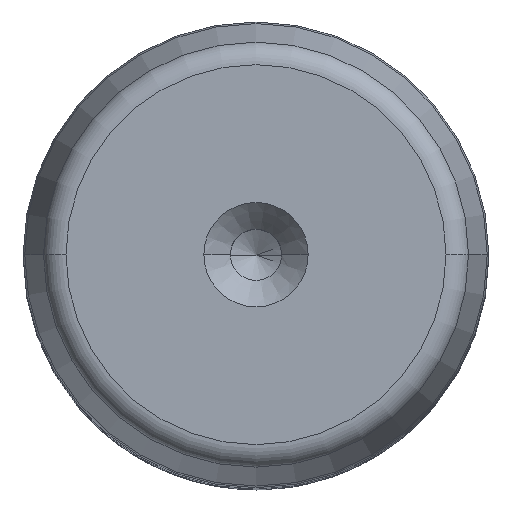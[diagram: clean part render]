
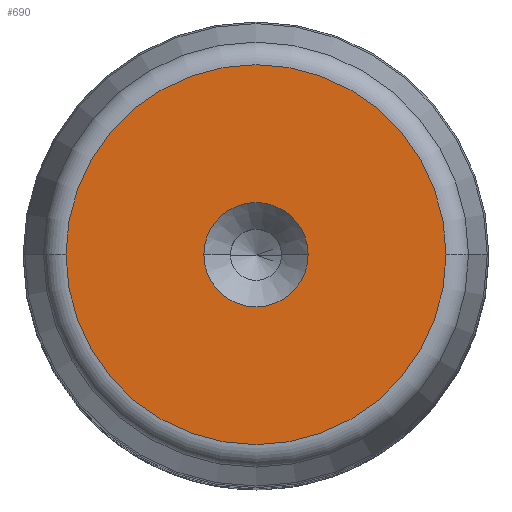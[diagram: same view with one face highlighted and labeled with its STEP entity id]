
A CAD part, top view. The second image highlights one B-rep face of the part: STEP entity #690.
In plain terms, the highlighted planar face has unit normal (0, 0, 1).
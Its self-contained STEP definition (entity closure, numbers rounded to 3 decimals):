
#4 = CARTESIAN_POINT ( 'NONE',  ( 5.6, 0., 160. ) ) ;
#12 = EDGE_CURVE ( 'NONE', #587, #3061, #1957, .T. ) ;
#31 = CARTESIAN_POINT ( 'NONE',  ( 0., 0., 160. ) ) ;
#53 = DIRECTION ( 'NONE',  ( 0., 0., 1. ) ) ;
#89 = DIRECTION ( 'NONE',  ( 1., 0., 0. ) ) ;
#114 = FACE_OUTER_BOUND ( 'NONE', #3167, .T. ) ;
#127 = AXIS2_PLACEMENT_3D ( 'NONE', #1958, #2750, #89 ) ;
#225 = DIRECTION ( 'NONE',  ( 1., 0., 0. ) ) ;
#245 = CARTESIAN_POINT ( 'NONE',  ( -20.402, 0., 160. ) ) ;
#266 = VERTEX_POINT ( 'NONE', #4 ) ;
#293 = CARTESIAN_POINT ( 'NONE',  ( -5.6, 0., 160. ) ) ;
#492 = CIRCLE ( 'NONE', #2072, 5.6 ) ;
#587 = VERTEX_POINT ( 'NONE', #3101 ) ;
#690 = ADVANCED_FACE ( 'NONE', ( #114, #1227 ), #2177, .T. ) ;
#724 = EDGE_CURVE ( 'NONE', #266, #751, #1994, .T. ) ;
#743 = DIRECTION ( 'NONE',  ( 1., 0., 0. ) ) ;
#751 = VERTEX_POINT ( 'NONE', #293 ) ;
#839 = DIRECTION ( 'NONE',  ( 0., 0., 1. ) ) ;
#1056 = CARTESIAN_POINT ( 'NONE',  ( 0., 0., 160. ) ) ;
#1227 = FACE_BOUND ( 'NONE', #2749, .T. ) ;
#1273 = DIRECTION ( 'NONE',  ( 1., 0., 0. ) ) ;
#1849 = ORIENTED_EDGE ( 'NONE', *, *, #12, .T. ) ;
#1957 = CIRCLE ( 'NONE', #2511, 20.402 ) ;
#1958 = CARTESIAN_POINT ( 'NONE',  ( 0., 0., 160. ) ) ;
#1994 = CIRCLE ( 'NONE', #2540, 5.6 ) ;
#2047 = DIRECTION ( 'NONE',  ( 1., 0., 0. ) ) ;
#2072 = AXIS2_PLACEMENT_3D ( 'NONE', #2467, #2731, #1273 ) ;
#2076 = ORIENTED_EDGE ( 'NONE', *, *, #3077, .T. ) ;
#2177 = PLANE ( 'NONE',  #2645 ) ;
#2193 = CARTESIAN_POINT ( 'NONE',  ( 0., 0., 160. ) ) ;
#2442 = ORIENTED_EDGE ( 'NONE', *, *, #724, .F. ) ;
#2444 = DIRECTION ( 'NONE',  ( 0., 0., 1. ) ) ;
#2467 = CARTESIAN_POINT ( 'NONE',  ( 0., 0., 160. ) ) ;
#2511 = AXIS2_PLACEMENT_3D ( 'NONE', #1056, #839, #2047 ) ;
#2519 = ORIENTED_EDGE ( 'NONE', *, *, #2657, .F. ) ;
#2540 = AXIS2_PLACEMENT_3D ( 'NONE', #31, #53, #743 ) ;
#2645 = AXIS2_PLACEMENT_3D ( 'NONE', #2193, #2444, #225 ) ;
#2657 = EDGE_CURVE ( 'NONE', #751, #266, #492, .T. ) ;
#2731 = DIRECTION ( 'NONE',  ( 0., 0., 1. ) ) ;
#2749 = EDGE_LOOP ( 'NONE', ( #2442, #2519 ) ) ;
#2750 = DIRECTION ( 'NONE',  ( 0., 0., 1. ) ) ;
#2968 = CIRCLE ( 'NONE', #127, 20.402 ) ;
#3061 = VERTEX_POINT ( 'NONE', #245 ) ;
#3077 = EDGE_CURVE ( 'NONE', #3061, #587, #2968, .T. ) ;
#3101 = CARTESIAN_POINT ( 'NONE',  ( 20.402, 0., 160. ) ) ;
#3167 = EDGE_LOOP ( 'NONE', ( #1849, #2076 ) ) ;
